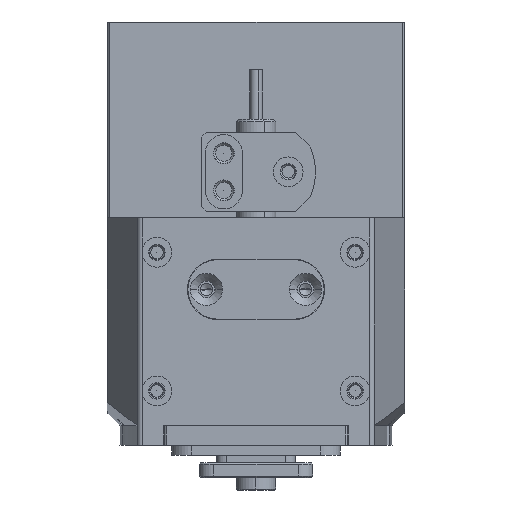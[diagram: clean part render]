
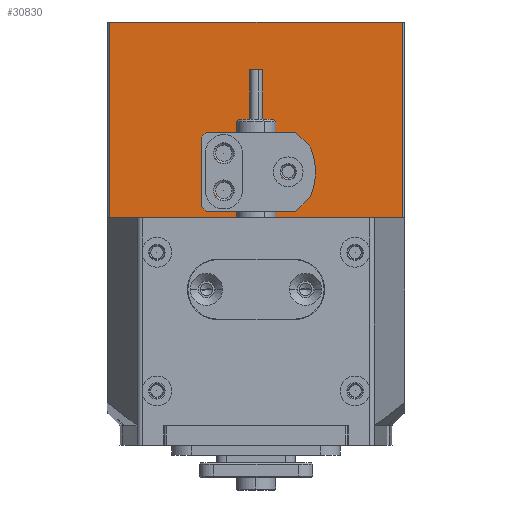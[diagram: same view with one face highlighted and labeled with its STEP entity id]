
A CAD part, left-side view. The second image highlights one B-rep face of the part: STEP entity #30830.
In plain terms, the highlighted planar face has unit normal (-1, 0, 0).
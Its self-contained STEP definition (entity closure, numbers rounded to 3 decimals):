
#74 = CARTESIAN_POINT ( 'NONE',  ( -68.235, 14.621, 156.645 ) ) ;
#84 = CIRCLE ( 'NONE', #16002, 1.55 ) ;
#1391 = VERTEX_POINT ( 'NONE', #37421 ) ;
#1759 = CARTESIAN_POINT ( 'NONE',  ( -68.235, 37.621, 185.195 ) ) ;
#2054 = DIRECTION ( 'NONE',  ( 0., 0., -1. ) ) ;
#2521 = EDGE_CURVE ( 'NONE', #41668, #28001, #4728, .T. ) ;
#2748 = CARTESIAN_POINT ( 'NONE',  ( -68.235, -26.879, 145.695 ) ) ;
#2804 = EDGE_CURVE ( 'NONE', #7102, #35784, #48103, .T. ) ;
#3051 = CIRCLE ( 'NONE', #30678, 2.05 ) ;
#3289 = CARTESIAN_POINT ( 'NONE',  ( -68.235, 14.621, 151.195 ) ) ;
#4303 = EDGE_CURVE ( 'NONE', #35784, #7102, #84, .T. ) ;
#4444 = CARTESIAN_POINT ( 'NONE',  ( -68.235, 14.621, 160.745 ) ) ;
#4728 = LINE ( 'NONE', #29179, #14280 ) ;
#5088 = CARTESIAN_POINT ( 'NONE',  ( -68.235, 14.621, 151.195 ) ) ;
#5125 = ORIENTED_EDGE ( 'NONE', *, *, #25052, .F. ) ;
#6187 = ORIENTED_EDGE ( 'NONE', *, *, #44756, .T. ) ;
#6290 = DIRECTION ( 'NONE',  ( 1., 0., 0. ) ) ;
#6617 = FACE_BOUND ( 'NONE', #25576, .T. ) ;
#6658 = ORIENTED_EDGE ( 'NONE', *, *, #22880, .T. ) ;
#7102 = VERTEX_POINT ( 'NONE', #24397 ) ;
#7829 = CARTESIAN_POINT ( 'NONE',  ( -68.235, 1.621, 154.945 ) ) ;
#8885 = ORIENTED_EDGE ( 'NONE', *, *, #2804, .T. ) ;
#9193 = FACE_BOUND ( 'NONE', #12678, .T. ) ;
#10707 = VERTEX_POINT ( 'NONE', #4444 ) ;
#11405 = DIRECTION ( 'NONE',  ( 0., 0., -1. ) ) ;
#11471 = DIRECTION ( 'NONE',  ( 0., 0., -1. ) ) ;
#12547 = DIRECTION ( 'NONE',  ( 0., 1., 0. ) ) ;
#12623 = DIRECTION ( 'NONE',  ( 0., 0., -1. ) ) ;
#12678 = EDGE_LOOP ( 'NONE', ( #44404, #8885 ) ) ;
#12681 = ORIENTED_EDGE ( 'NONE', *, *, #2521, .T. ) ;
#14280 = VECTOR ( 'NONE', #41760, 1000. ) ;
#16002 = AXIS2_PLACEMENT_3D ( 'NONE', #24978, #16739, #12623 ) ;
#16479 = VECTOR ( 'NONE', #29225, 1000. ) ;
#16739 = DIRECTION ( 'NONE',  ( 1., 0., 0. ) ) ;
#17626 = EDGE_LOOP ( 'NONE', ( #6658, #24228 ) ) ;
#19989 = CARTESIAN_POINT ( 'NONE',  ( -68.235, 37.621, 145.695 ) ) ;
#21429 = DIRECTION ( 'NONE',  ( 0., 0., -1. ) ) ;
#22466 = VECTOR ( 'NONE', #41736, 1000. ) ;
#22880 = EDGE_CURVE ( 'NONE', #10707, #44203, #3051, .T. ) ;
#23156 = CARTESIAN_POINT ( 'NONE',  ( -68.235, 14.621, 153.245 ) ) ;
#23600 = DIRECTION ( 'NONE',  ( 1., 0., 0. ) ) ;
#24228 = ORIENTED_EDGE ( 'NONE', *, *, #44451, .T. ) ;
#24397 = CARTESIAN_POINT ( 'NONE',  ( -68.235, 1.621, 153.395 ) ) ;
#24862 = CARTESIAN_POINT ( 'NONE',  ( -68.235, 8.121, 185.195 ) ) ;
#24978 = CARTESIAN_POINT ( 'NONE',  ( -68.235, 1.621, 154.945 ) ) ;
#25015 = CIRCLE ( 'NONE', #38459, 2.05 ) ;
#25052 = EDGE_CURVE ( 'NONE', #1391, #28001, #29697, .T. ) ;
#25576 = EDGE_LOOP ( 'NONE', ( #36985, #45278 ) ) ;
#25647 = DIRECTION ( 'NONE',  ( 0., 0., -1. ) ) ;
#26883 = VERTEX_POINT ( 'NONE', #23156 ) ;
#27942 = VERTEX_POINT ( 'NONE', #48692 ) ;
#28001 = VERTEX_POINT ( 'NONE', #19989 ) ;
#29179 = CARTESIAN_POINT ( 'NONE',  ( -68.235, 37.621, 145.695 ) ) ;
#29225 = DIRECTION ( 'NONE',  ( 0., 0., 1. ) ) ;
#29697 = LINE ( 'NONE', #37020, #47534 ) ;
#29943 = LINE ( 'NONE', #49552, #16479 ) ;
#30678 = AXIS2_PLACEMENT_3D ( 'NONE', #50685, #34248, #21429 ) ;
#30830 = ADVANCED_FACE ( 'NONE', ( #9193, #50096, #6617, #39203 ), #30953, .F. ) ;
#30953 = PLANE ( 'NONE',  #35308 ) ;
#32983 = EDGE_CURVE ( 'NONE', #26883, #27942, #25015, .T. ) ;
#34180 = DIRECTION ( 'NONE',  ( 1., 0., 0. ) ) ;
#34248 = DIRECTION ( 'NONE',  ( 1., 0., 0. ) ) ;
#35308 = AXIS2_PLACEMENT_3D ( 'NONE', #2748, #6290, #2054 ) ;
#35375 = CARTESIAN_POINT ( 'NONE',  ( -68.235, -21.379, 185.195 ) ) ;
#35403 = DIRECTION ( 'NONE',  ( 1., 0., 0. ) ) ;
#35666 = AXIS2_PLACEMENT_3D ( 'NONE', #5088, #34180, #25647 ) ;
#35784 = VERTEX_POINT ( 'NONE', #46325 ) ;
#36985 = ORIENTED_EDGE ( 'NONE', *, *, #32983, .T. ) ;
#37020 = CARTESIAN_POINT ( 'NONE',  ( -68.235, -26.879, 145.695 ) ) ;
#37421 = CARTESIAN_POINT ( 'NONE',  ( -68.235, -21.379, 145.695 ) ) ;
#38459 = AXIS2_PLACEMENT_3D ( 'NONE', #3289, #35403, #11471 ) ;
#39203 = FACE_OUTER_BOUND ( 'NONE', #41862, .T. ) ;
#39671 = LINE ( 'NONE', #24862, #22466 ) ;
#41668 = VERTEX_POINT ( 'NONE', #1759 ) ;
#41736 = DIRECTION ( 'NONE',  ( 0., 1., 0. ) ) ;
#41760 = DIRECTION ( 'NONE',  ( 0., 0., -1. ) ) ;
#41862 = EDGE_LOOP ( 'NONE', ( #5125, #42044, #6187, #12681 ) ) ;
#42044 = ORIENTED_EDGE ( 'NONE', *, *, #46957, .T. ) ;
#42858 = CIRCLE ( 'NONE', #49624, 2.05 ) ;
#43196 = DIRECTION ( 'NONE',  ( 1., 0., 0. ) ) ;
#44203 = VERTEX_POINT ( 'NONE', #74 ) ;
#44404 = ORIENTED_EDGE ( 'NONE', *, *, #4303, .T. ) ;
#44451 = EDGE_CURVE ( 'NONE', #44203, #10707, #42858, .T. ) ;
#44756 = EDGE_CURVE ( 'NONE', #47126, #41668, #39671, .T. ) ;
#45278 = ORIENTED_EDGE ( 'NONE', *, *, #48368, .T. ) ;
#46325 = CARTESIAN_POINT ( 'NONE',  ( -68.235, 1.621, 156.495 ) ) ;
#46618 = CARTESIAN_POINT ( 'NONE',  ( -68.235, 14.621, 158.695 ) ) ;
#46957 = EDGE_CURVE ( 'NONE', #1391, #47126, #29943, .T. ) ;
#46984 = DIRECTION ( 'NONE',  ( 0., 0., -1. ) ) ;
#47003 = CIRCLE ( 'NONE', #35666, 2.05 ) ;
#47126 = VERTEX_POINT ( 'NONE', #35375 ) ;
#47534 = VECTOR ( 'NONE', #12547, 1000. ) ;
#48103 = CIRCLE ( 'NONE', #49494, 1.55 ) ;
#48368 = EDGE_CURVE ( 'NONE', #27942, #26883, #47003, .T. ) ;
#48692 = CARTESIAN_POINT ( 'NONE',  ( -68.235, 14.621, 149.145 ) ) ;
#49494 = AXIS2_PLACEMENT_3D ( 'NONE', #7829, #23600, #11405 ) ;
#49552 = CARTESIAN_POINT ( 'NONE',  ( -68.235, -21.379, 185.195 ) ) ;
#49624 = AXIS2_PLACEMENT_3D ( 'NONE', #46618, #43196, #46984 ) ;
#50096 = FACE_BOUND ( 'NONE', #17626, .T. ) ;
#50685 = CARTESIAN_POINT ( 'NONE',  ( -68.235, 14.621, 158.695 ) ) ;
